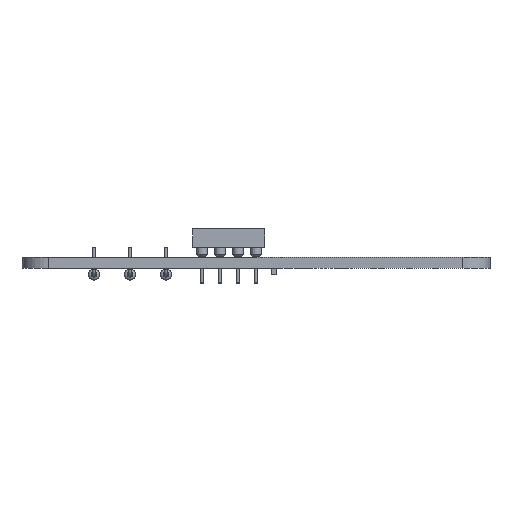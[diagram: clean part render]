
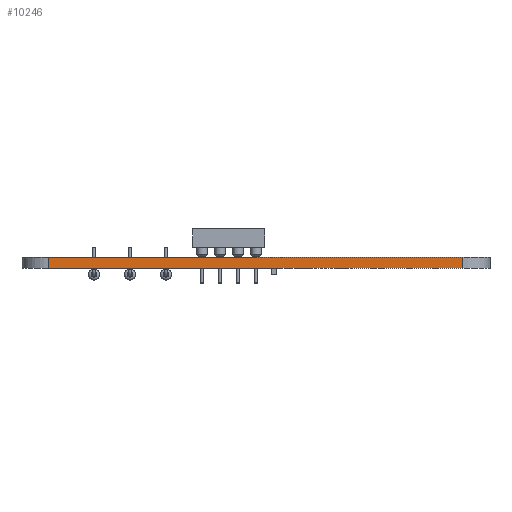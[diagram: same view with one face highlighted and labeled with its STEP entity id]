
A CAD part, front view. The second image highlights one B-rep face of the part: STEP entity #10246.
In plain terms, the highlighted planar face has unit normal (0, -1, 0).
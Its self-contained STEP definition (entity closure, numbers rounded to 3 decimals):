
#10128 = EDGE_CURVE('',#10129,#10131,#10133,.T.);
#10129 = VERTEX_POINT('',#10130);
#10130 = CARTESIAN_POINT('',(128.27,-99.06,0.));
#10131 = VERTEX_POINT('',#10132);
#10132 = CARTESIAN_POINT('',(128.27,-99.06,1.6));
#10133 = SURFACE_CURVE('',#10134,(#10138,#10150),.PCURVE_S1.);
#10134 = LINE('',#10135,#10136);
#10135 = CARTESIAN_POINT('',(128.27,-99.06,0.));
#10136 = VECTOR('',#10137,1.);
#10137 = DIRECTION('',(0.,0.,1.));
#10138 = PCURVE('',#10139,#10144);
#10139 = CYLINDRICAL_SURFACE('',#10140,3.81);
#10140 = AXIS2_PLACEMENT_3D('',#10141,#10142,#10143);
#10141 = CARTESIAN_POINT('',(128.27,-95.25,0.));
#10142 = DIRECTION('',(-0.,-0.,-1.));
#10143 = DIRECTION('',(1.,0.,-0.));
#10144 = DEFINITIONAL_REPRESENTATION('',(#10145),#10149);
#10145 = LINE('',#10146,#10147);
#10146 = CARTESIAN_POINT('',(-4.712,0.));
#10147 = VECTOR('',#10148,1.);
#10148 = DIRECTION('',(-0.,-1.));
#10149 = ( GEOMETRIC_REPRESENTATION_CONTEXT(2) 
PARAMETRIC_REPRESENTATION_CONTEXT() REPRESENTATION_CONTEXT('2D SPACE',''
  ) );
#10150 = PCURVE('',#10151,#10156);
#10151 = PLANE('',#10152);
#10152 = AXIS2_PLACEMENT_3D('',#10153,#10154,#10155);
#10153 = CARTESIAN_POINT('',(69.85,-99.06,0.));
#10154 = DIRECTION('',(0.,1.,-0.));
#10155 = DIRECTION('',(1.,0.,0.));
#10156 = DEFINITIONAL_REPRESENTATION('',(#10157),#10161);
#10157 = LINE('',#10158,#10159);
#10158 = CARTESIAN_POINT('',(58.42,0.));
#10159 = VECTOR('',#10160,1.);
#10160 = DIRECTION('',(0.,-1.));
#10161 = ( GEOMETRIC_REPRESENTATION_CONTEXT(2) 
PARAMETRIC_REPRESENTATION_CONTEXT() REPRESENTATION_CONTEXT('2D SPACE',''
  ) );
#10180 = PLANE('',#10181);
#10181 = AXIS2_PLACEMENT_3D('',#10182,#10183,#10184);
#10182 = CARTESIAN_POINT('',(99.06,-66.04,1.6));
#10183 = DIRECTION('',(0.,0.,1.));
#10184 = DIRECTION('',(1.,0.,-0.));
#10235 = PLANE('',#10236);
#10236 = AXIS2_PLACEMENT_3D('',#10237,#10238,#10239);
#10237 = CARTESIAN_POINT('',(99.06,-66.04,0.));
#10238 = DIRECTION('',(0.,0.,1.));
#10239 = DIRECTION('',(1.,0.,-0.));
#10246 = ADVANCED_FACE('',(#10247),#10151,.F.);
#10247 = FACE_BOUND('',#10248,.F.);
#10248 = EDGE_LOOP('',(#10249,#10279,#10300,#10301));
#10249 = ORIENTED_EDGE('',*,*,#10250,.T.);
#10250 = EDGE_CURVE('',#10251,#10253,#10255,.T.);
#10251 = VERTEX_POINT('',#10252);
#10252 = CARTESIAN_POINT('',(69.85,-99.06,0.));
#10253 = VERTEX_POINT('',#10254);
#10254 = CARTESIAN_POINT('',(69.85,-99.06,1.6));
#10255 = SURFACE_CURVE('',#10256,(#10260,#10267),.PCURVE_S1.);
#10256 = LINE('',#10257,#10258);
#10257 = CARTESIAN_POINT('',(69.85,-99.06,0.));
#10258 = VECTOR('',#10259,1.);
#10259 = DIRECTION('',(0.,0.,1.));
#10260 = PCURVE('',#10151,#10261);
#10261 = DEFINITIONAL_REPRESENTATION('',(#10262),#10266);
#10262 = LINE('',#10263,#10264);
#10263 = CARTESIAN_POINT('',(0.,0.));
#10264 = VECTOR('',#10265,1.);
#10265 = DIRECTION('',(0.,-1.));
#10266 = ( GEOMETRIC_REPRESENTATION_CONTEXT(2) 
PARAMETRIC_REPRESENTATION_CONTEXT() REPRESENTATION_CONTEXT('2D SPACE',''
  ) );
#10267 = PCURVE('',#10268,#10273);
#10268 = CYLINDRICAL_SURFACE('',#10269,3.81);
#10269 = AXIS2_PLACEMENT_3D('',#10270,#10271,#10272);
#10270 = CARTESIAN_POINT('',(69.85,-95.25,0.));
#10271 = DIRECTION('',(-0.,-0.,-1.));
#10272 = DIRECTION('',(1.,0.,-0.));
#10273 = DEFINITIONAL_REPRESENTATION('',(#10274),#10278);
#10274 = LINE('',#10275,#10276);
#10275 = CARTESIAN_POINT('',(-4.712,0.));
#10276 = VECTOR('',#10277,1.);
#10277 = DIRECTION('',(-0.,-1.));
#10278 = ( GEOMETRIC_REPRESENTATION_CONTEXT(2) 
PARAMETRIC_REPRESENTATION_CONTEXT() REPRESENTATION_CONTEXT('2D SPACE',''
  ) );
#10279 = ORIENTED_EDGE('',*,*,#10280,.T.);
#10280 = EDGE_CURVE('',#10253,#10131,#10281,.T.);
#10281 = SURFACE_CURVE('',#10282,(#10286,#10293),.PCURVE_S1.);
#10282 = LINE('',#10283,#10284);
#10283 = CARTESIAN_POINT('',(69.85,-99.06,1.6));
#10284 = VECTOR('',#10285,1.);
#10285 = DIRECTION('',(1.,0.,0.));
#10286 = PCURVE('',#10151,#10287);
#10287 = DEFINITIONAL_REPRESENTATION('',(#10288),#10292);
#10288 = LINE('',#10289,#10290);
#10289 = CARTESIAN_POINT('',(0.,-1.6));
#10290 = VECTOR('',#10291,1.);
#10291 = DIRECTION('',(1.,0.));
#10292 = ( GEOMETRIC_REPRESENTATION_CONTEXT(2) 
PARAMETRIC_REPRESENTATION_CONTEXT() REPRESENTATION_CONTEXT('2D SPACE',''
  ) );
#10293 = PCURVE('',#10180,#10294);
#10294 = DEFINITIONAL_REPRESENTATION('',(#10295),#10299);
#10295 = LINE('',#10296,#10297);
#10296 = CARTESIAN_POINT('',(-29.21,-33.02));
#10297 = VECTOR('',#10298,1.);
#10298 = DIRECTION('',(1.,0.));
#10299 = ( GEOMETRIC_REPRESENTATION_CONTEXT(2) 
PARAMETRIC_REPRESENTATION_CONTEXT() REPRESENTATION_CONTEXT('2D SPACE',''
  ) );
#10300 = ORIENTED_EDGE('',*,*,#10128,.F.);
#10301 = ORIENTED_EDGE('',*,*,#10302,.F.);
#10302 = EDGE_CURVE('',#10251,#10129,#10303,.T.);
#10303 = SURFACE_CURVE('',#10304,(#10308,#10315),.PCURVE_S1.);
#10304 = LINE('',#10305,#10306);
#10305 = CARTESIAN_POINT('',(69.85,-99.06,0.));
#10306 = VECTOR('',#10307,1.);
#10307 = DIRECTION('',(1.,0.,0.));
#10308 = PCURVE('',#10151,#10309);
#10309 = DEFINITIONAL_REPRESENTATION('',(#10310),#10314);
#10310 = LINE('',#10311,#10312);
#10311 = CARTESIAN_POINT('',(0.,0.));
#10312 = VECTOR('',#10313,1.);
#10313 = DIRECTION('',(1.,0.));
#10314 = ( GEOMETRIC_REPRESENTATION_CONTEXT(2) 
PARAMETRIC_REPRESENTATION_CONTEXT() REPRESENTATION_CONTEXT('2D SPACE',''
  ) );
#10315 = PCURVE('',#10235,#10316);
#10316 = DEFINITIONAL_REPRESENTATION('',(#10317),#10321);
#10317 = LINE('',#10318,#10319);
#10318 = CARTESIAN_POINT('',(-29.21,-33.02));
#10319 = VECTOR('',#10320,1.);
#10320 = DIRECTION('',(1.,0.));
#10321 = ( GEOMETRIC_REPRESENTATION_CONTEXT(2) 
PARAMETRIC_REPRESENTATION_CONTEXT() REPRESENTATION_CONTEXT('2D SPACE',''
  ) );
